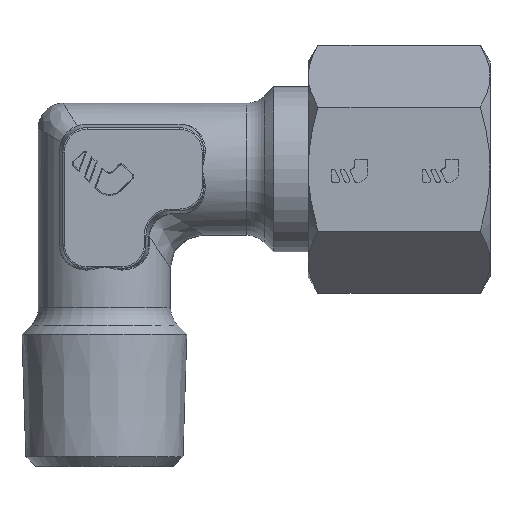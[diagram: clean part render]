
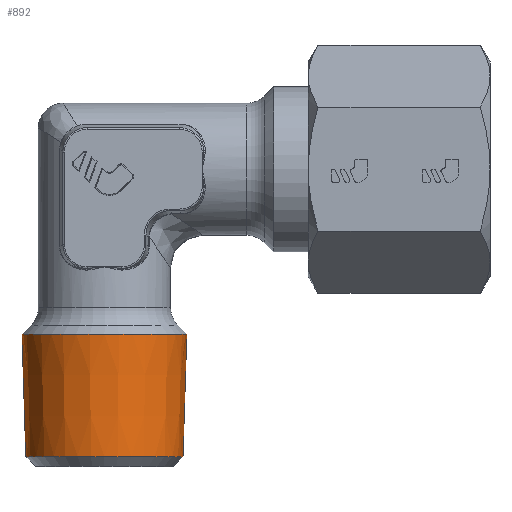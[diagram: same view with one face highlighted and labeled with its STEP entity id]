
A CAD part, top view. The second image highlights one B-rep face of the part: STEP entity #892.
In plain terms, the highlighted conical face has half-angle 1.78 degrees and reference radius 4.873 mm.
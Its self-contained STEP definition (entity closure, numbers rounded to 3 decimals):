
#892=ADVANCED_FACE('',(#1906),#1907,.T.);
#1906=FACE_OUTER_BOUND('',#3535,.T.);
#1907=CONICAL_SURFACE('',#3536,4.873,0.031);
#3535=EDGE_LOOP('',(#6815,#6816,#6817,#6818));
#3536=AXIS2_PLACEMENT_3D('',#6819,#6820,#6821);
#6815=ORIENTED_EDGE('',*,*,#8458,.T.);
#6816=ORIENTED_EDGE('',*,*,#8847,.T.);
#6817=ORIENTED_EDGE('',*,*,#8459,.T.);
#6818=ORIENTED_EDGE('',*,*,#8471,.F.);
#6819=CARTESIAN_POINT('',(0.0,-13.695,0.0));
#6820=DIRECTION('',(-0.0,1.0,-0.0));
#6821=DIRECTION('',(1.0,0.0,0.0));
#8458=EDGE_CURVE('',#9364,#10138,#10139,.T.);
#8459=EDGE_CURVE('',#10140,#9368,#10141,.T.);
#8471=EDGE_CURVE('',#9364,#9368,#10159,.T.);
#8847=EDGE_CURVE('',#10138,#10140,#10716,.T.);
#9364=VERTEX_POINT('',#11347);
#9368=VERTEX_POINT('',#11352);
#10138=VERTEX_POINT('',#12964);
#10139=LINE('',#12965,#12966);
#10140=VERTEX_POINT('',#12967);
#10141=LINE('',#12968,#12969);
#10159=CIRCLE('',#12992,4.758);
#10716=CIRCLE('',#14236,4.989);
#11347=CARTESIAN_POINT('',(4.758,-17.4,0.));
#11352=CARTESIAN_POINT('',(-4.758,-17.4,0.0));
#12964=CARTESIAN_POINT('',(4.989,-9.989,0.0));
#12965=CARTESIAN_POINT('',(4.873,-13.695,0.));
#12966=VECTOR('',#16280,1.0);
#12967=CARTESIAN_POINT('',(-4.989,-9.989,0.));
#12968=CARTESIAN_POINT('',(-4.873,-13.695,0.));
#12969=VECTOR('',#16281,1.0);
#12992=AXIS2_PLACEMENT_3D('',#16296,#16297,#16298);
#14236=AXIS2_PLACEMENT_3D('',#16687,#16688,#16689);
#16280=DIRECTION('',(0.031,1.,0.));
#16281=DIRECTION('',(0.031,-1.,0.));
#16296=CARTESIAN_POINT('',(0.0,-17.4,0.0));
#16297=DIRECTION('',(0.0,-1.0,0.0));
#16298=DIRECTION('',(1.0,0.0,0.0));
#16687=CARTESIAN_POINT('',(0.0,-9.989,0.0));
#16688=DIRECTION('',(0.0,-1.0,0.0));
#16689=DIRECTION('',(-1.0,0.0,0.0));
